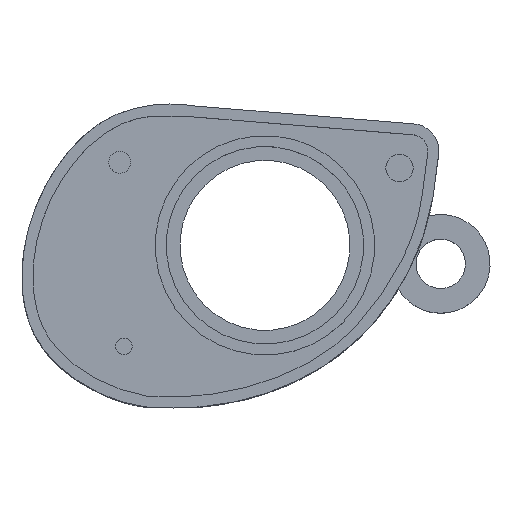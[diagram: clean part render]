
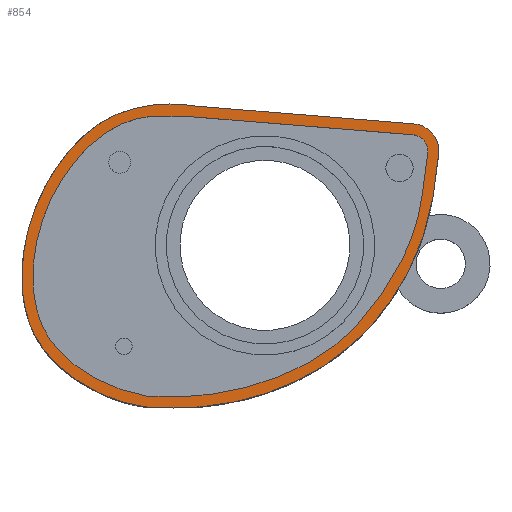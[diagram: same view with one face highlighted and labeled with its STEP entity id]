
A CAD part, top view. The second image highlights one B-rep face of the part: STEP entity #854.
In plain terms, the highlighted planar face has unit normal (0, 0, 1).
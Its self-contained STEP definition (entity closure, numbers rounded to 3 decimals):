
#231 = CARTESIAN_POINT ( 'NONE',  ( -120.833, 55.937, 36.869 ) ) ;
#233 = DIRECTION ( 'NONE',  ( -0.965, 0.262, 0. ) ) ;
#243 = VECTOR ( 'NONE', #572, 1000. ) ;
#390 = CARTESIAN_POINT ( 'NONE',  ( -54.285, 10.949, 36.869 ) ) ;
#399 = AXIS2_PLACEMENT_3D ( 'NONE', #1719, #4341, #2464 ) ;
#419 = CIRCLE ( 'NONE', #3198, 60. ) ;
#516 = EDGE_CURVE ( 'NONE', #3940, #4497, #2889, .T. ) ;
#521 = CARTESIAN_POINT ( 'NONE',  ( -48.179, 31.567, 36.869 ) ) ;
#550 = CARTESIAN_POINT ( 'NONE',  ( -120.562, 59.259, 36.869 ) ) ;
#572 = DIRECTION ( 'NONE',  ( 0.997, -0.081, 0. ) ) ;
#593 = VERTEX_POINT ( 'NONE', #4799 ) ;
#622 = AXIS2_PLACEMENT_3D ( 'NONE', #4182, #3068, #3092 ) ;
#623 = CARTESIAN_POINT ( 'NONE',  ( -61.716, 4.845, 36.869 ) ) ;
#651 = CARTESIAN_POINT ( 'NONE',  ( -149.238, 52.083, 36.869 ) ) ;
#713 = CARTESIAN_POINT ( 'NONE',  ( -54.05, 53.842, 36.869 ) ) ;
#761 = VERTEX_POINT ( 'NONE', #839 ) ;
#769 = EDGE_CURVE ( 'NONE', #4497, #2736, #4291, .T. ) ;
#839 = CARTESIAN_POINT ( 'NONE',  ( -133.47, 56.196, 36.869 ) ) ;
#854 = ADVANCED_FACE ( 'NONE', ( #3923, #1666 ), #3969, .T. ) ;
#865 = CARTESIAN_POINT ( 'NONE',  ( -99.233, 16.93, 36.869 ) ) ;
#941 = EDGE_CURVE ( 'NONE', #3446, #2384, #1764, .T. ) ;
#956 = AXIS2_PLACEMENT_3D ( 'NONE', #865, #3900, #2014 ) ;
#971 = CARTESIAN_POINT ( 'NONE',  ( -127.181, 56.064, 36.869 ) ) ;
#993 = CARTESIAN_POINT ( 'NONE',  ( -96.22, 53.932, 36.869 ) ) ;
#1050 = B_SPLINE_CURVE_WITH_KNOTS ( 'NONE', 3,
 ( #2499, #4380, #971, #4050, #231 ),
 .UNSPECIFIED., .F., .F.,
 ( 4, 1, 4 ),
 ( 0., 0.491, 1. ),
 .UNSPECIFIED. ) ;
#1056 = LINE ( 'NONE', #3390, #2612 ) ;
#1081 = VERTEX_POINT ( 'NONE', #3648 ) ;
#1097 = CARTESIAN_POINT ( 'NONE',  ( -91.16, -24.628, 36.869 ) ) ;
#1154 = ORIENTED_EDGE ( 'NONE', *, *, #4275, .T. ) ;
#1167 = ORIENTED_EDGE ( 'NONE', *, *, #3526, .T. ) ;
#1269 = ORIENTED_EDGE ( 'NONE', *, *, #4154, .F. ) ;
#1447 = CARTESIAN_POINT ( 'NONE',  ( -51.483, 32.007, 36.869 ) ) ;
#1654 = CARTESIAN_POINT ( 'NONE',  ( -143.112, -31.203, 36.869 ) ) ;
#1666 = FACE_OUTER_BOUND ( 'NONE', #2587, .T. ) ;
#1681 = CARTESIAN_POINT ( 'NONE',  ( -156.457, -25.715, 36.869 ) ) ;
#1719 = CARTESIAN_POINT ( 'NONE',  ( -54.727, 45.536, 36.869 ) ) ;
#1733 = CARTESIAN_POINT ( 'NONE',  ( -171.132, 13.008, 36.869 ) ) ;
#1756 = CARTESIAN_POINT ( 'NONE',  ( -120.833, 55.937, 36.869 ) ) ;
#1764 = LINE ( 'NONE', #4369, #4607 ) ;
#1847 = ORIENTED_EDGE ( 'NONE', *, *, #3935, .T. ) ;
#1882 = EDGE_CURVE ( 'NONE', #2384, #4146, #2071, .T. ) ;
#1949 = CARTESIAN_POINT ( 'NONE',  ( -49.886, 21.306, 36.869 ) ) ;
#2012 = B_SPLINE_CURVE_WITH_KNOTS ( 'NONE', 3,
 ( #4783, #3618, #2128, #1733, #2106, #651, #2548, #2574 ),
 .UNSPECIFIED., .F., .F.,
 ( 4, 1, 1, 1, 1, 4 ),
 ( 0., 0.315, 0.481, 0.698, 0.899, 1. ),
 .UNSPECIFIED. ) ;
#2014 = DIRECTION ( 'NONE',  ( 1., 0., 0. ) ) ;
#2019 = ORIENTED_EDGE ( 'NONE', *, *, #2911, .T. ) ;
#2071 = B_SPLINE_CURVE_WITH_KNOTS ( 'NONE', 3,
 ( #521, #1949, #2714, #4198, #4598 ),
 .UNSPECIFIED., .F., .F.,
 ( 4, 1, 4 ),
 ( 0., 0.271, 1. ),
 .UNSPECIFIED. ) ;
#2092 = ORIENTED_EDGE ( 'NONE', *, *, #2258, .F. ) ;
#2099 = ORIENTED_EDGE ( 'NONE', *, *, #3105, .T. ) ;
#2106 = CARTESIAN_POINT ( 'NONE',  ( -163.802, 35.544, 36.869 ) ) ;
#2128 = CARTESIAN_POINT ( 'NONE',  ( -167.655, -16.454, 36.869 ) ) ;
#2182 = DIRECTION ( 'NONE',  ( -0.132, -0.991, 0. ) ) ;
#2258 = EDGE_CURVE ( 'NONE', #2925, #3446, #2777, .T. ) ;
#2283 = DIRECTION ( 'NONE',  ( -0.997, 0.081, 0. ) ) ;
#2384 = VERTEX_POINT ( 'NONE', #4657 ) ;
#2434 = ORIENTED_EDGE ( 'NONE', *, *, #1882, .F. ) ;
#2464 = DIRECTION ( 'NONE',  ( -0.965, 0.262, 0. ) ) ;
#2469 = VERTEX_POINT ( 'NONE', #1447 ) ;
#2477 = DIRECTION ( 'NONE',  ( 0., 0., -1. ) ) ;
#2499 = CARTESIAN_POINT ( 'NONE',  ( -133.47, 56.196, 36.869 ) ) ;
#2548 = CARTESIAN_POINT ( 'NONE',  ( -137.661, 55.843, 36.869 ) ) ;
#2574 = CARTESIAN_POINT ( 'NONE',  ( -133.47, 56.196, 36.869 ) ) ;
#2587 = EDGE_LOOP ( 'NONE', ( #2434, #2955, #2092, #2099, #1269 ) ) ;
#2603 = EDGE_CURVE ( 'NONE', #593, #1081, #4816, .T. ) ;
#2612 = VECTOR ( 'NONE', #2283, 1000. ) ;
#2621 = CARTESIAN_POINT ( 'NONE',  ( -115.988, -30.574, 36.869 ) ) ;
#2714 = CARTESIAN_POINT ( 'NONE',  ( -63.312, -13.881, 36.869 ) ) ;
#2736 = VERTEX_POINT ( 'NONE', #4796 ) ;
#2777 = CIRCLE ( 'NONE', #622, 8.333 ) ;
#2889 = LINE ( 'NONE', #993, #243 ) ;
#2911 = EDGE_CURVE ( 'NONE', #2736, #2469, #4919, .T. ) ;
#2925 = VERTEX_POINT ( 'NONE', #713 ) ;
#2933 = VECTOR ( 'NONE', #3027, 1000. ) ;
#2955 = ORIENTED_EDGE ( 'NONE', *, *, #941, .F. ) ;
#2992 = CARTESIAN_POINT ( 'NONE',  ( -57.474, 12.729, 36.869 ) ) ;
#3027 = DIRECTION ( 'NONE',  ( -0.132, -0.991, 0. ) ) ;
#3068 = DIRECTION ( 'NONE',  ( 0., 0., -1. ) ) ;
#3092 = DIRECTION ( 'NONE',  ( -0.965, 0.262, 0. ) ) ;
#3105 = EDGE_CURVE ( 'NONE', #2925, #3378, #1056, .T. ) ;
#3189 = CARTESIAN_POINT ( 'NONE',  ( -171.71, -10.396, 36.869 ) ) ;
#3198 = AXIS2_PLACEMENT_3D ( 'NONE', #3937, #2477, #233 ) ;
#3375 = ORIENTED_EDGE ( 'NONE', *, *, #769, .T. ) ;
#3378 = VERTEX_POINT ( 'NONE', #4183 ) ;
#3390 = CARTESIAN_POINT ( 'NONE',  ( -95.949, 57.255, 36.869 ) ) ;
#3446 = VERTEX_POINT ( 'NONE', #4332 ) ;
#3526 = EDGE_CURVE ( 'NONE', #2469, #593, #419, .T. ) ;
#3537 = CARTESIAN_POINT ( 'NONE',  ( -129.199, 60.673, 36.869 ) ) ;
#3562 = CARTESIAN_POINT ( 'NONE',  ( -135.687, -32.166, 36.869 ) ) ;
#3618 = CARTESIAN_POINT ( 'NONE',  ( -146.663, -26.92, 36.869 ) ) ;
#3648 = CARTESIAN_POINT ( 'NONE',  ( -135.129, -28.88, 36.869 ) ) ;
#3789 = ORIENTED_EDGE ( 'NONE', *, *, #2603, .T. ) ;
#3881 = EDGE_LOOP ( 'NONE', ( #1154, #4645, #3375, #2019, #1167, #3789, #1847 ) ) ;
#3900 = DIRECTION ( 'NONE',  ( 0., 0., 1. ) ) ;
#3903 = B_SPLINE_CURVE_WITH_KNOTS ( 'NONE', 3,
 ( #3562, #1654, #1681, #3189, #4282, #3957, #4705, #3537, #550 ),
 .UNSPECIFIED., .F., .F.,
 ( 4, 1, 1, 1, 1, 1, 4 ),
 ( 0., 0.162, 0.286, 0.439, 0.631, 0.813, 1. ),
 .UNSPECIFIED. ) ;
#3923 = FACE_BOUND ( 'NONE', #3881, .T. ) ;
#3935 = EDGE_CURVE ( 'NONE', #1081, #761, #2012, .T. ) ;
#3937 = CARTESIAN_POINT ( 'NONE',  ( -110.959, 39.921, 36.869 ) ) ;
#3940 = VERTEX_POINT ( 'NONE', #1756 ) ;
#3957 = CARTESIAN_POINT ( 'NONE',  ( -166.714, 37.318, 36.869 ) ) ;
#3969 = PLANE ( 'NONE',  #956 ) ;
#4050 = CARTESIAN_POINT ( 'NONE',  ( -122.969, 56.111, 36.869 ) ) ;
#4146 = VERTEX_POINT ( 'NONE', #4258 ) ;
#4154 = EDGE_CURVE ( 'NONE', #4146, #3378, #3903, .T. ) ;
#4182 = CARTESIAN_POINT ( 'NONE',  ( -54.727, 45.536, 36.869 ) ) ;
#4183 = CARTESIAN_POINT ( 'NONE',  ( -120.562, 59.259, 36.869 ) ) ;
#4198 = CARTESIAN_POINT ( 'NONE',  ( -99.729, -35.034, 36.869 ) ) ;
#4258 = CARTESIAN_POINT ( 'NONE',  ( -135.687, -32.166, 36.869 ) ) ;
#4275 = EDGE_CURVE ( 'NONE', #761, #3940, #1050, .T. ) ;
#4282 = CARTESIAN_POINT ( 'NONE',  ( -174.618, 13.167, 36.869 ) ) ;
#4291 = CIRCLE ( 'NONE', #399, 5. ) ;
#4332 = CARTESIAN_POINT ( 'NONE',  ( -46.466, 44.437, 36.869 ) ) ;
#4341 = DIRECTION ( 'NONE',  ( 0., 0., -1. ) ) ;
#4369 = CARTESIAN_POINT ( 'NONE',  ( -50.981, 10.509, 36.869 ) ) ;
#4380 = CARTESIAN_POINT ( 'NONE',  ( -131.409, 56.369, 36.869 ) ) ;
#4491 = CARTESIAN_POINT ( 'NONE',  ( -54.321, 50.52, 36.869 ) ) ;
#4497 = VERTEX_POINT ( 'NONE', #4491 ) ;
#4504 = CARTESIAN_POINT ( 'NONE',  ( -68.112, -5.427, 36.869 ) ) ;
#4598 = CARTESIAN_POINT ( 'NONE',  ( -135.687, -32.166, 36.869 ) ) ;
#4607 = VECTOR ( 'NONE', #2182, 1000. ) ;
#4645 = ORIENTED_EDGE ( 'NONE', *, *, #516, .T. ) ;
#4657 = CARTESIAN_POINT ( 'NONE',  ( -48.179, 31.567, 36.869 ) ) ;
#4705 = CARTESIAN_POINT ( 'NONE',  ( -148.085, 58.761, 36.869 ) ) ;
#4783 = CARTESIAN_POINT ( 'NONE',  ( -135.129, -28.88, 36.869 ) ) ;
#4796 = CARTESIAN_POINT ( 'NONE',  ( -49.77, 44.877, 36.869 ) ) ;
#4799 = CARTESIAN_POINT ( 'NONE',  ( -57.474, 12.729, 36.869 ) ) ;
#4803 = CARTESIAN_POINT ( 'NONE',  ( -135.129, -28.88, 36.869 ) ) ;
#4816 = B_SPLINE_CURVE_WITH_KNOTS ( 'NONE', 3,
 ( #2992, #623, #4504, #1097, #2621, #4803 ),
 .UNSPECIFIED., .F., .F.,
 ( 4, 1, 1, 4 ),
 ( 0., 0.298, 0.398, 1. ),
 .UNSPECIFIED. ) ;
#4919 = LINE ( 'NONE', #390, #2933 ) ;
